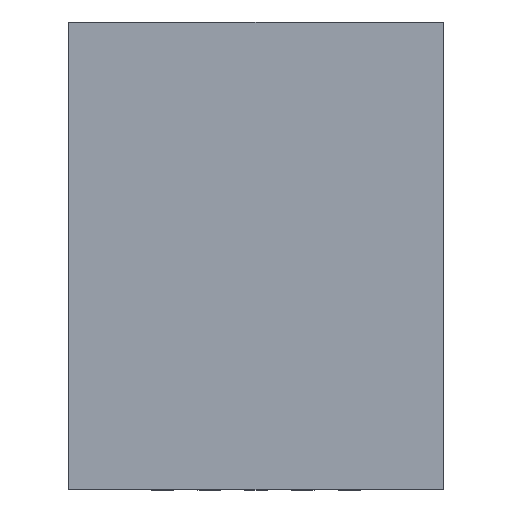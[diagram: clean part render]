
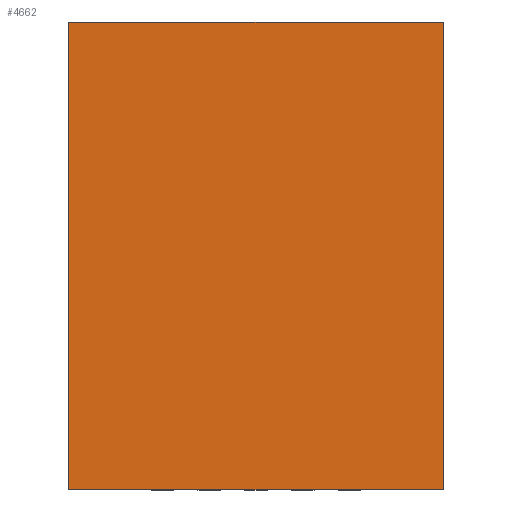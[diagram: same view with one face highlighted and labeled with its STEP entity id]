
A CAD part, top view. The second image highlights one B-rep face of the part: STEP entity #4662.
In plain terms, the highlighted face is planar.
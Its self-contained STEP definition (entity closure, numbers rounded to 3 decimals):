
#2118=DIRECTION('',(0.,0.,1.));
#2119=VECTOR('',#2118,5.);
#2120=CARTESIAN_POINT('',(-2.,0.975,-2.5));
#2121=LINE('',#2120,#2119);
#2125=DIRECTION('',(-1.,0.,0.));
#2126=VECTOR('',#2125,4.);
#2127=CARTESIAN_POINT('',(2.,0.975,-2.5));
#2128=LINE('',#2127,#2126);
#2132=DIRECTION('',(0.,0.,-1.));
#2133=VECTOR('',#2132,5.);
#2134=CARTESIAN_POINT('',(2.,0.975,2.5));
#2135=LINE('',#2134,#2133);
#2139=DIRECTION('',(1.,0.,0.));
#2140=VECTOR('',#2139,4.);
#2141=CARTESIAN_POINT('',(-2.,0.975,2.5));
#2142=LINE('',#2141,#2140);
#2786=CARTESIAN_POINT('',(-2.,0.975,-2.5));
#2787=CARTESIAN_POINT('',(-2.,0.975,2.5));
#2788=VERTEX_POINT('',#2786);
#2789=VERTEX_POINT('',#2787);
#2790=CARTESIAN_POINT('',(2.,0.975,2.5));
#2791=VERTEX_POINT('',#2790);
#2792=CARTESIAN_POINT('',(2.,0.975,-2.5));
#2793=VERTEX_POINT('',#2792);
#4651=CARTESIAN_POINT('',(0.,0.975,0.));
#4652=DIRECTION('',(0.,1.,0.));
#4653=DIRECTION('',(1.,0.,0.));
#4654=AXIS2_PLACEMENT_3D('',#4651,#4652,#4653);
#4655=PLANE('',#4654);
#4656=ORIENTED_EDGE('',*,*,#4251,.F.);
#4657=ORIENTED_EDGE('',*,*,#3660,.F.);
#4658=ORIENTED_EDGE('',*,*,#3954,.F.);
#4659=ORIENTED_EDGE('',*,*,#4088,.F.);
#4660=EDGE_LOOP('',(#4656,#4657,#4658,#4659));
#4661=FACE_OUTER_BOUND('',#4660,.F.);
#3660=EDGE_CURVE('',#2793,#2788,#2128,.T.);
#3954=EDGE_CURVE('',#2791,#2793,#2135,.T.);
#4088=EDGE_CURVE('',#2789,#2791,#2142,.T.);
#4251=EDGE_CURVE('',#2788,#2789,#2121,.T.);
#4662=ADVANCED_FACE('',(#4661),#4655,.T.);
